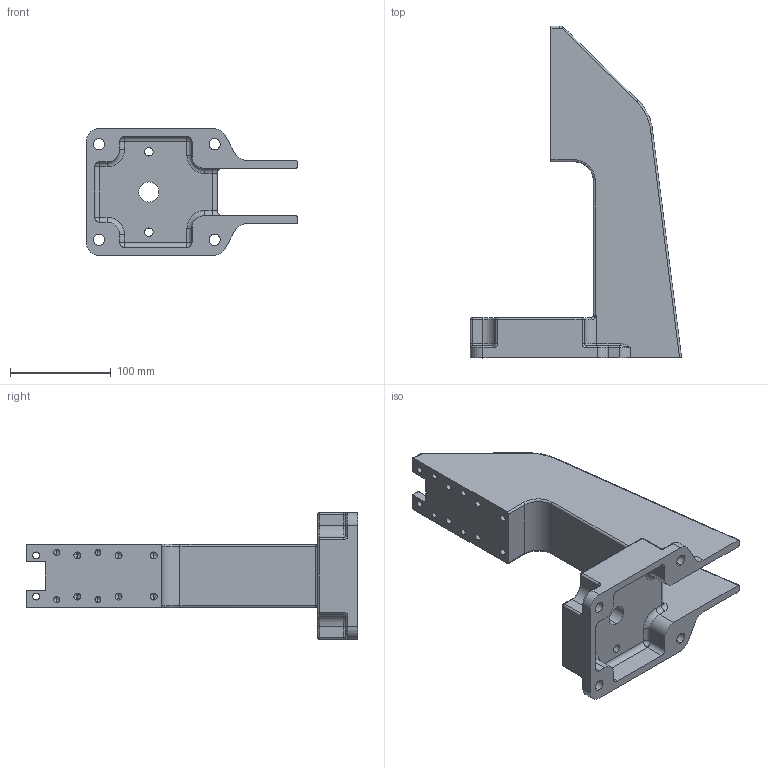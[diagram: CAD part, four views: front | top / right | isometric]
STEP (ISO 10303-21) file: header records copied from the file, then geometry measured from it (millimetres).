
FILE_DESCRIPTION (( 'STEP AP214' ), '1' );
FILE_NAME ('GH-31200MB(簡化)-1^GH-31200PR(簡化)-1.STEP', '2020-12-07T03:44:11', ( 'LinWei' ), ( '' ), 'SwSTEP 2.0', 'SolidWorks 2016', '' );
FILE_SCHEMA (( 'AUTOMOTIVE_DESIGN' ));
Length unit declared in the file: millimetre
Products named in the file (1): GH-31200MB(簡化)-1^GH-31200PR(簡化)-1
Bounding box: 210 x 330 x 126 mm (x, y, z)
Volume: 858998.1 mm3; surface area: 196252.7 mm2
Topology: 1 solids, 1 shells, 330 faces, 823 edges, 463 vertices
Faces by surface type: cylinder 162, plane 56, torus 46, bspline 26, cone 20, sphere 20
Entity records: 13750 total; most frequent: CARTESIAN_POINT 6086, DIRECTION 1612, ORIENTED_EDGE 1566, EDGE_CURVE 783, AXIS2_PLACEMENT_3D 639, VERTEX_POINT 463, EDGE_LOOP 356, LINE 334
